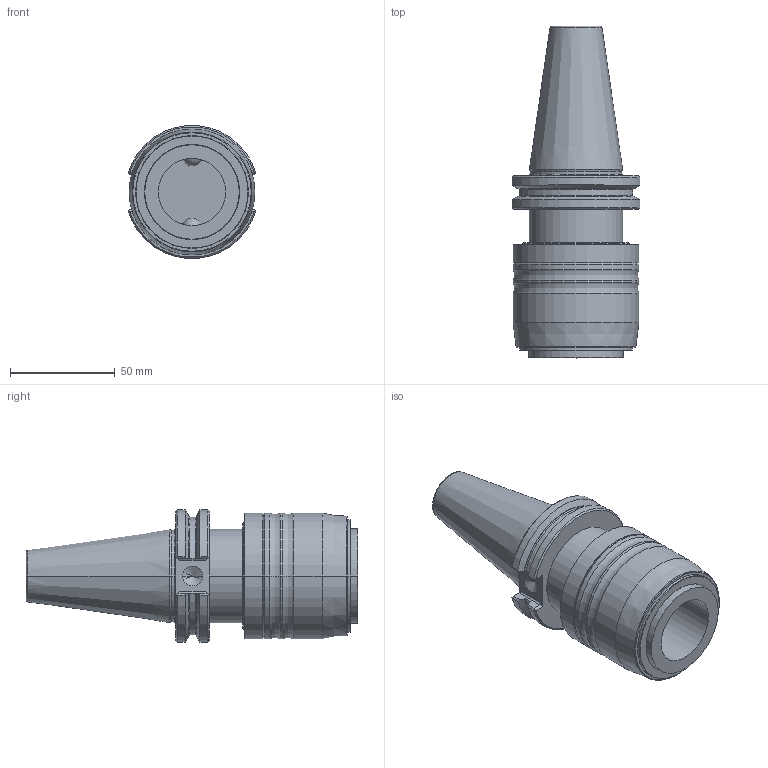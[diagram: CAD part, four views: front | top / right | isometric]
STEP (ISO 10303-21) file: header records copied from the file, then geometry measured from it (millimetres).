
FILE_DESCRIPTION((''),'2;1');
FILE_NAME('23600-40CAT','2021-06-18T17:32:27',('046'),(''),'CREO PARAMETRIC BY PTC INC, 2019352','CREO PARAMETRIC BY PTC INC, 2019352','');
FILE_SCHEMA(('CONFIG_CONTROL_DESIGN'));
Length unit declared in the file: millimetre
Products named in the file (1): 23600-40CAT
Bounding box: 60.86 x 158.25 x 63.32 mm (x, y, z)
Volume: 239035.1 mm3; surface area: 40585.3 mm2
Topology: 1 solids, 1 shells, 147 faces, 343 edges, 209 vertices
Faces by surface type: cylinder 50, plane 39, cone 36, torus 20, sphere 2
Entity records: 4786 total; most frequent: CARTESIAN_POINT 1416, DIRECTION 711, ORIENTED_EDGE 682, EDGE_CURVE 341, AXIS2_PLACEMENT_3D 285, VERTEX_POINT 209, EDGE_LOOP 160, FACE_OUTER_BOUND 147
